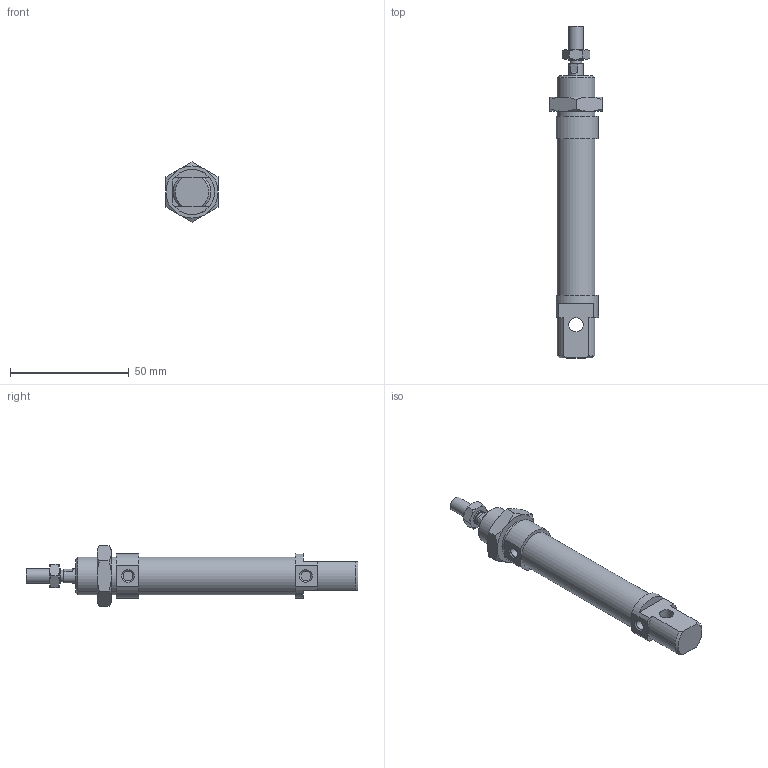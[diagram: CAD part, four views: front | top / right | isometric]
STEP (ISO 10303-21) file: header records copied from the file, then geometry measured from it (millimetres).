
FILE_DESCRIPTION(/* description */ ('Unknown'),/* implementation_level */ '2;1');
FILE_NAME(/* name */ '1260.12.35.M',/* time_stamp */ '2019-01-02T09:34:01-05:00',/* author */ ('Unknown'),/* organization */ ('Unknown'),/* preprocessor_version */ 'ST-DEVELOPER v16.7',/* originating_system */ 'DEX',/* authorisation */ $);
FILE_SCHEMA (('AUTOMOTIVE_DESIGN {1 0 10303 214 3 1 1}'));
Length unit declared in the file: millimetre
Products named in the file (5): 1260.12.35.M; S1260_12_100; 1200_12_05; 1200_12_06; C1260_12_100
Assembly tree (4 placements, depth 2):
  1260.12.35.M
    S1260_12_100
    1200_12_05
    1200_12_06
    C1260_12_100
Bounding box: 22 x 140 x 25.4 mm (x, y, z)
Volume: 26210.9 mm3; surface area: 11306.6 mm2
Topology: 4 solids, 4 shells, 89 faces, 191 edges, 117 vertices
Faces by surface type: plane 41, cone 33, cylinder 15
Full cylindrical faces by diameter (mm): 4.2 x2, 5 x2, 6 x4, 14.5 x1, 16 x2
Entity records: 2350 total; most frequent: CARTESIAN_POINT 480, DIRECTION 376, ORIENTED_EDGE 338, EDGE_CURVE 169, AXIS2_PLACEMENT_3D 165, EDGE_LOOP 120, FACE_BOUND 120, VERTEX_POINT 113
